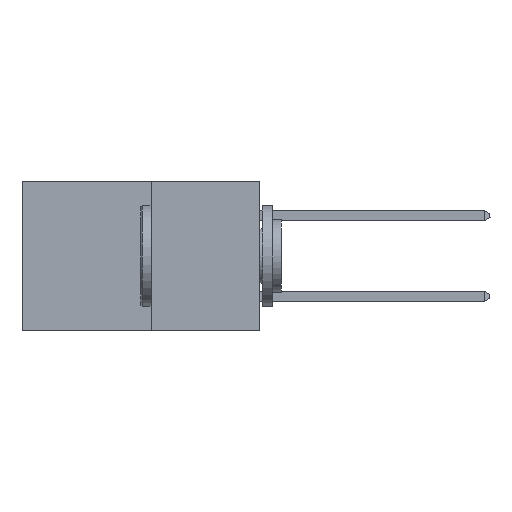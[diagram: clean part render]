
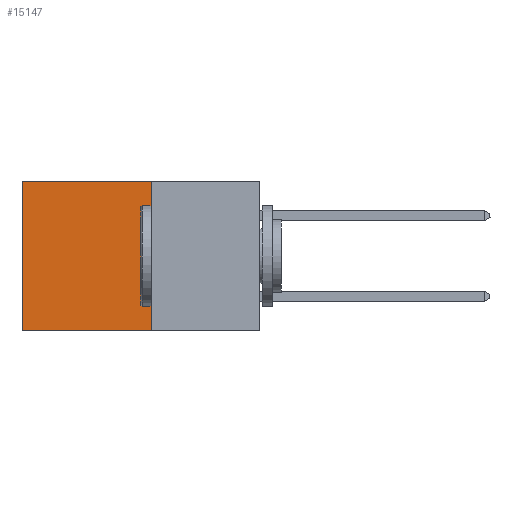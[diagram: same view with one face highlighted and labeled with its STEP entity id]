
A CAD part, left-side view. The second image highlights one B-rep face of the part: STEP entity #15147.
In plain terms, the highlighted planar face has unit normal (-1, 0, 0).
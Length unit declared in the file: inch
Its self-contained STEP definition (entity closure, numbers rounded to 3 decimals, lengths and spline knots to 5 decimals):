
#2628 = LINE ( 'NONE', #10614, #21243 ) ;
#3131 = FACE_OUTER_BOUND ( 'NONE', #26835, .T. ) ;
#3758 = VECTOR ( 'NONE', #24438, 39.37008 ) ;
#4362 = CARTESIAN_POINT ( 'NONE',  ( 0.277, 0.27, -0.37 ) ) ;
#6849 = ORIENTED_EDGE ( 'NONE', *, *, #23682, .F. ) ;
#7018 = AXIS2_PLACEMENT_3D ( 'NONE', #4362, #14198, #30859 ) ;
#9359 = EDGE_CURVE ( 'NONE', #30233, #25134, #23869, .T. ) ;
#10552 = VERTEX_POINT ( 'NONE', #25923 ) ;
#10614 = CARTESIAN_POINT ( 'NONE',  ( 0.277, 0.59, -0.37 ) ) ;
#10714 = VECTOR ( 'NONE', #23651, 39.37008 ) ;
#13100 = DIRECTION ( 'NONE',  ( 0., 0., -1. ) ) ;
#13116 = DIRECTION ( 'NONE',  ( 0., 1., 0. ) ) ;
#14198 = DIRECTION ( 'NONE',  ( 1., 0., 0. ) ) ;
#15147 = ADVANCED_FACE ( 'NONE', ( #3131 ), #28513, .F. ) ;
#17308 = CARTESIAN_POINT ( 'NONE',  ( 0.277, 0.27, -0.37 ) ) ;
#17930 = LINE ( 'NONE', #21241, #10714 ) ;
#18069 = LINE ( 'NONE', #29704, #24470 ) ;
#20799 = EDGE_CURVE ( 'NONE', #10552, #31009, #18069, .T. ) ;
#21241 = CARTESIAN_POINT ( 'NONE',  ( 0.277, 0.27, -0.37 ) ) ;
#21243 = VECTOR ( 'NONE', #13100, 39.37008 ) ;
#22043 = CARTESIAN_POINT ( 'NONE',  ( 0.277, 0.27, -0.37 ) ) ;
#23644 = ORIENTED_EDGE ( 'NONE', *, *, #9359, .F. ) ;
#23651 = DIRECTION ( 'NONE',  ( 0., 0., -1. ) ) ;
#23682 = EDGE_CURVE ( 'NONE', #10552, #30233, #17930, .T. ) ;
#23869 = LINE ( 'NONE', #22043, #3758 ) ;
#24142 = CARTESIAN_POINT ( 'NONE',  ( 0.277, 0.59, -0.37 ) ) ;
#24438 = DIRECTION ( 'NONE',  ( 0., 1., 0. ) ) ;
#24470 = VECTOR ( 'NONE', #13116, 39.37008 ) ;
#25134 = VERTEX_POINT ( 'NONE', #24142 ) ;
#25420 = EDGE_CURVE ( 'NONE', #31009, #25134, #2628, .T. ) ;
#25923 = CARTESIAN_POINT ( 'NONE',  ( 0.277, 0.27, 0. ) ) ;
#26835 = EDGE_LOOP ( 'NONE', ( #29848, #23644, #6849, #27615 ) ) ;
#27615 = ORIENTED_EDGE ( 'NONE', *, *, #20799, .T. ) ;
#28513 = PLANE ( 'NONE',  #7018 ) ;
#28804 = CARTESIAN_POINT ( 'NONE',  ( 0.277, 0.59, 0. ) ) ;
#29704 = CARTESIAN_POINT ( 'NONE',  ( 0.277, 0.27, 0. ) ) ;
#29848 = ORIENTED_EDGE ( 'NONE', *, *, #25420, .T. ) ;
#30233 = VERTEX_POINT ( 'NONE', #17308 ) ;
#30859 = DIRECTION ( 'NONE',  ( 0., 0., -1. ) ) ;
#31009 = VERTEX_POINT ( 'NONE', #28804 ) ;
